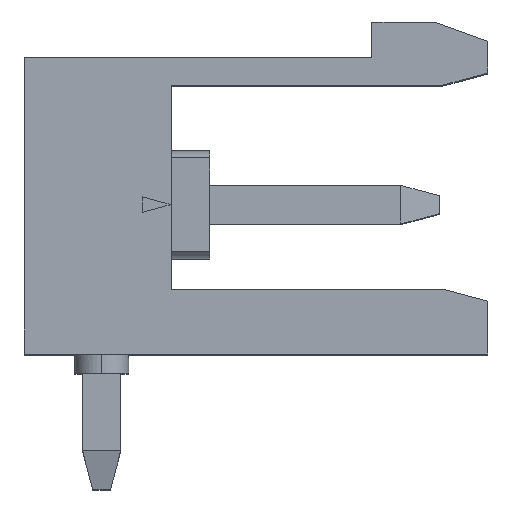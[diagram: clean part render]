
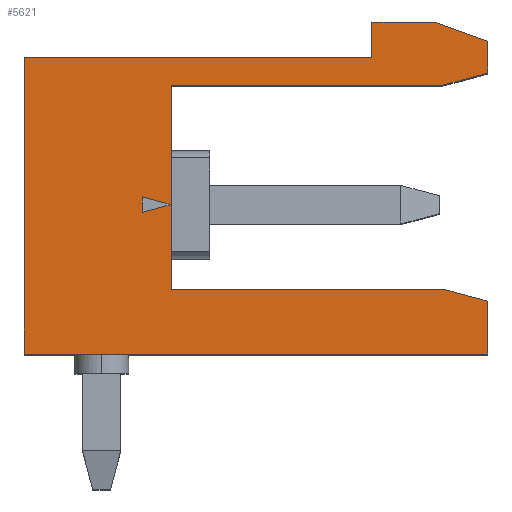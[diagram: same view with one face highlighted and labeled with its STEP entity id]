
A CAD part, top view. The second image highlights one B-rep face of the part: STEP entity #5621.
In plain terms, the highlighted planar face has unit normal (0, 0, 1).
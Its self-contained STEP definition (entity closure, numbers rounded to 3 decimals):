
#4 = VERTEX_POINT ( 'NONE', #5546 ) ;
#133 = CARTESIAN_POINT ( 'NONE',  ( 48.627, 37.773, 2.54 ) ) ;
#177 = CARTESIAN_POINT ( 'NONE',  ( 47.427, 46.373, 2.54 ) ) ;
#186 = VERTEX_POINT ( 'NONE', #6487 ) ;
#208 = VERTEX_POINT ( 'NONE', #7273 ) ;
#399 = EDGE_CURVE ( 'NONE', #5796, #6407, #5787, .T. ) ;
#599 = CARTESIAN_POINT ( 'NONE',  ( 45.627, 46.373, 2.54 ) ) ;
#622 = LINE ( 'NONE', #7773, #2418 ) ;
#694 = CARTESIAN_POINT ( 'NONE',  ( 39.845, 39.69, 2.54 ) ) ;
#823 = LINE ( 'NONE', #3430, #2617 ) ;
#840 = ORIENTED_EDGE ( 'NONE', *, *, #4060, .F. ) ;
#989 = CARTESIAN_POINT ( 'NONE',  ( 40.427, 39.443, 2.54 ) ) ;
#992 = ORIENTED_EDGE ( 'NONE', *, *, #1620, .T. ) ;
#1063 = CARTESIAN_POINT ( 'NONE',  ( 48.627, 45.873, 2.54 ) ) ;
#1164 = VECTOR ( 'NONE', #1795, 1000. ) ;
#1191 = DIRECTION ( 'NONE',  ( 0., 1., 0. ) ) ;
#1246 = VECTOR ( 'NONE', #1825, 1000. ) ;
#1320 = ORIENTED_EDGE ( 'NONE', *, *, #2208, .T. ) ;
#1326 = DIRECTION ( 'NONE',  ( -0.966, -0.259, 0. ) ) ;
#1368 = DIRECTION ( 'NONE',  ( 1., 0., 0. ) ) ;
#1417 = EDGE_CURVE ( 'NONE', #186, #4, #3340, .T. ) ;
#1467 = CARTESIAN_POINT ( 'NONE',  ( 39.845, 44.736, 2.54 ) ) ;
#1606 = DIRECTION ( 'NONE',  ( -0.966, 0.259, 0. ) ) ;
#1620 = EDGE_CURVE ( 'NONE', #4363, #7790, #8579, .T. ) ;
#1667 = LINE ( 'NONE', #8058, #6927 ) ;
#1744 = CARTESIAN_POINT ( 'NONE',  ( 39.845, 39.443, 2.54 ) ) ;
#1775 = LINE ( 'NONE', #1744, #3612 ) ;
#1791 = EDGE_CURVE ( 'NONE', #3682, #3997, #3303, .T. ) ;
#1795 = DIRECTION ( 'NONE',  ( 0., 1., 0. ) ) ;
#1825 = DIRECTION ( 'NONE',  ( -1., 0., 0. ) ) ;
#1978 = ORIENTED_EDGE ( 'NONE', *, *, #2086, .T. ) ;
#2035 = ORIENTED_EDGE ( 'NONE', *, *, #5428, .T. ) ;
#2086 = EDGE_CURVE ( 'NONE', #2190, #8130, #4789, .T. ) ;
#2136 = VECTOR ( 'NONE', #4752, 1000. ) ;
#2148 = DIRECTION ( 'NONE',  ( 1., 0., 0. ) ) ;
#2190 = VERTEX_POINT ( 'NONE', #2924 ) ;
#2208 = EDGE_CURVE ( 'NONE', #7790, #6820, #622, .T. ) ;
#2220 = CARTESIAN_POINT ( 'NONE',  ( 36.627, 37.773, 2.54 ) ) ;
#2321 = ORIENTED_EDGE ( 'NONE', *, *, #399, .F. ) ;
#2384 = EDGE_CURVE ( 'NONE', #5270, #6407, #6696, .T. ) ;
#2418 = VECTOR ( 'NONE', #1606, 1000. ) ;
#2430 = DIRECTION ( 'NONE',  ( -1., 0., 0. ) ) ;
#2434 = LINE ( 'NONE', #5158, #4062 ) ;
#2499 = EDGE_CURVE ( 'NONE', #4363, #5796, #4986, .T. ) ;
#2617 = VECTOR ( 'NONE', #4131, 1000. ) ;
#2924 = CARTESIAN_POINT ( 'NONE',  ( 40.427, 44.736, 2.54 ) ) ;
#3303 = LINE ( 'NONE', #8657, #6953 ) ;
#3331 = VECTOR ( 'NONE', #5043, 1000. ) ;
#3340 = LINE ( 'NONE', #177, #4946 ) ;
#3430 = CARTESIAN_POINT ( 'NONE',  ( 47.94, 46.123, 2.54 ) ) ;
#3477 = EDGE_CURVE ( 'NONE', #3997, #208, #4055, .T. ) ;
#3612 = VECTOR ( 'NONE', #2430, 1000. ) ;
#3682 = VERTEX_POINT ( 'NONE', #5088 ) ;
#3765 = EDGE_LOOP ( 'NONE', ( #4523, #4642, #8839 ) ) ;
#3854 = DIRECTION ( 'NONE',  ( 0.966, -0.259, 0. ) ) ;
#3916 = DIRECTION ( 'NONE',  ( -0.966, -0.259, 0. ) ) ;
#3997 = VERTEX_POINT ( 'NONE', #6745 ) ;
#4055 = LINE ( 'NONE', #5459, #7681 ) ;
#4060 = EDGE_CURVE ( 'NONE', #4, #8238, #823, .T. ) ;
#4062 = VECTOR ( 'NONE', #8563, 1000. ) ;
#4131 = DIRECTION ( 'NONE',  ( 0.94, -0.342, 0. ) ) ;
#4169 = EDGE_LOOP ( 'NONE', ( #2035, #4322, #1978, #6840, #6979, #840, #5181, #4245, #5123, #2321, #8622, #992, #1320 ) ) ;
#4240 = CARTESIAN_POINT ( 'NONE',  ( 47.464, 44.736, 2.54 ) ) ;
#4245 = ORIENTED_EDGE ( 'NONE', *, *, #7721, .F. ) ;
#4322 = ORIENTED_EDGE ( 'NONE', *, *, #8275, .T. ) ;
#4363 = VERTEX_POINT ( 'NONE', #133 ) ;
#4523 = ORIENTED_EDGE ( 'NONE', *, *, #1791, .T. ) ;
#4637 = VECTOR ( 'NONE', #3916, 1000. ) ;
#4642 = ORIENTED_EDGE ( 'NONE', *, *, #3477, .T. ) ;
#4752 = DIRECTION ( 'NONE',  ( 0., 1., 0. ) ) ;
#4789 = LINE ( 'NONE', #1467, #8419 ) ;
#4946 = VECTOR ( 'NONE', #8464, 1000. ) ;
#4956 = CARTESIAN_POINT ( 'NONE',  ( 45.627, 45.443, 2.54 ) ) ;
#4979 = AXIS2_PLACEMENT_3D ( 'NONE', #694, #5470, #1368 ) ;
#4986 = LINE ( 'NONE', #5391, #6585 ) ;
#5025 = CARTESIAN_POINT ( 'NONE',  ( 36.627, 45.443, 2.54 ) ) ;
#5043 = DIRECTION ( 'NONE',  ( 0., 1., 0. ) ) ;
#5088 = CARTESIAN_POINT ( 'NONE',  ( 39.677, 41.844, 2.54 ) ) ;
#5123 = ORIENTED_EDGE ( 'NONE', *, *, #2384, .T. ) ;
#5158 = CARTESIAN_POINT ( 'NONE',  ( 48.627, 39.69, 2.54 ) ) ;
#5181 = ORIENTED_EDGE ( 'NONE', *, *, #1417, .F. ) ;
#5204 = FACE_BOUND ( 'NONE', #3765, .T. ) ;
#5261 = CARTESIAN_POINT ( 'NONE',  ( 47.468, 44.737, 2.54 ) ) ;
#5270 = VERTEX_POINT ( 'NONE', #4956 ) ;
#5391 = CARTESIAN_POINT ( 'NONE',  ( 38.127, 37.773, 2.54 ) ) ;
#5428 = EDGE_CURVE ( 'NONE', #6820, #7409, #1775, .T. ) ;
#5459 = CARTESIAN_POINT ( 'NONE',  ( 40.427, 41.643, 2.54 ) ) ;
#5470 = DIRECTION ( 'NONE',  ( 0., 0., 1. ) ) ;
#5526 = EDGE_CURVE ( 'NONE', #208, #3682, #1667, .T. ) ;
#5546 = CARTESIAN_POINT ( 'NONE',  ( 47.253, 46.373, 2.54 ) ) ;
#5621 = ADVANCED_FACE ( 'NONE', ( #8629, #5204 ), #6809, .T. ) ;
#5720 = CARTESIAN_POINT ( 'NONE',  ( 47.507, 39.443, 2.54 ) ) ;
#5787 = LINE ( 'NONE', #7435, #2136 ) ;
#5796 = VERTEX_POINT ( 'NONE', #2220 ) ;
#5813 = CARTESIAN_POINT ( 'NONE',  ( 48.627, 45.048, 2.54 ) ) ;
#5895 = LINE ( 'NONE', #599, #7494 ) ;
#5900 = CARTESIAN_POINT ( 'NONE',  ( 40.427, 39.69, 2.54 ) ) ;
#6084 = DIRECTION ( 'NONE',  ( -1., 0., 0. ) ) ;
#6125 = DIRECTION ( 'NONE',  ( 0., 1., 0. ) ) ;
#6399 = LINE ( 'NONE', #5900, #1164 ) ;
#6407 = VERTEX_POINT ( 'NONE', #5025 ) ;
#6430 = LINE ( 'NONE', #5261, #4637 ) ;
#6487 = CARTESIAN_POINT ( 'NONE',  ( 45.627, 46.373, 2.54 ) ) ;
#6585 = VECTOR ( 'NONE', #6084, 1000. ) ;
#6640 = CARTESIAN_POINT ( 'NONE',  ( 39.845, 45.443, 2.54 ) ) ;
#6696 = LINE ( 'NONE', #6640, #1246 ) ;
#6745 = CARTESIAN_POINT ( 'NONE',  ( 40.427, 41.643, 2.54 ) ) ;
#6809 = PLANE ( 'NONE',  #4979 ) ;
#6820 = VERTEX_POINT ( 'NONE', #5720 ) ;
#6840 = ORIENTED_EDGE ( 'NONE', *, *, #7569, .F. ) ;
#6870 = VERTEX_POINT ( 'NONE', #5813 ) ;
#6927 = VECTOR ( 'NONE', #1191, 1000. ) ;
#6953 = VECTOR ( 'NONE', #3854, 1000. ) ;
#6979 = ORIENTED_EDGE ( 'NONE', *, *, #8228, .T. ) ;
#7273 = CARTESIAN_POINT ( 'NONE',  ( 39.677, 41.442, 2.54 ) ) ;
#7409 = VERTEX_POINT ( 'NONE', #989 ) ;
#7435 = CARTESIAN_POINT ( 'NONE',  ( 36.627, 44.573, 2.54 ) ) ;
#7494 = VECTOR ( 'NONE', #6125, 1000. ) ;
#7553 = CARTESIAN_POINT ( 'NONE',  ( 48.627, 39.143, 2.54 ) ) ;
#7569 = EDGE_CURVE ( 'NONE', #6870, #8130, #6430, .T. ) ;
#7681 = VECTOR ( 'NONE', #1326, 1000. ) ;
#7721 = EDGE_CURVE ( 'NONE', #5270, #186, #5895, .T. ) ;
#7747 = CARTESIAN_POINT ( 'NONE',  ( 48.627, 39.69, 2.54 ) ) ;
#7773 = CARTESIAN_POINT ( 'NONE',  ( 48.627, 39.143, 2.54 ) ) ;
#7790 = VERTEX_POINT ( 'NONE', #7553 ) ;
#8058 = CARTESIAN_POINT ( 'NONE',  ( 39.677, 39.69, 2.54 ) ) ;
#8130 = VERTEX_POINT ( 'NONE', #4240 ) ;
#8228 = EDGE_CURVE ( 'NONE', #6870, #8238, #2434, .T. ) ;
#8238 = VERTEX_POINT ( 'NONE', #1063 ) ;
#8275 = EDGE_CURVE ( 'NONE', #7409, #2190, #6399, .T. ) ;
#8419 = VECTOR ( 'NONE', #2148, 1000. ) ;
#8464 = DIRECTION ( 'NONE',  ( 1., 0., 0. ) ) ;
#8563 = DIRECTION ( 'NONE',  ( 0., 1., 0. ) ) ;
#8579 = LINE ( 'NONE', #7747, #3331 ) ;
#8622 = ORIENTED_EDGE ( 'NONE', *, *, #2499, .F. ) ;
#8629 = FACE_OUTER_BOUND ( 'NONE', #4169, .T. ) ;
#8657 = CARTESIAN_POINT ( 'NONE',  ( 39.677, 41.844, 2.54 ) ) ;
#8839 = ORIENTED_EDGE ( 'NONE', *, *, #5526, .T. ) ;
